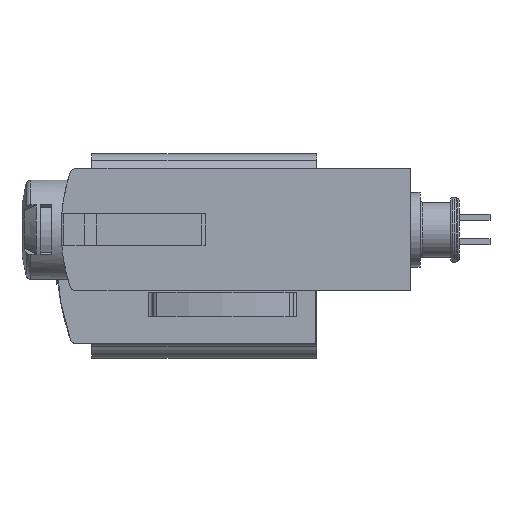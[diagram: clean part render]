
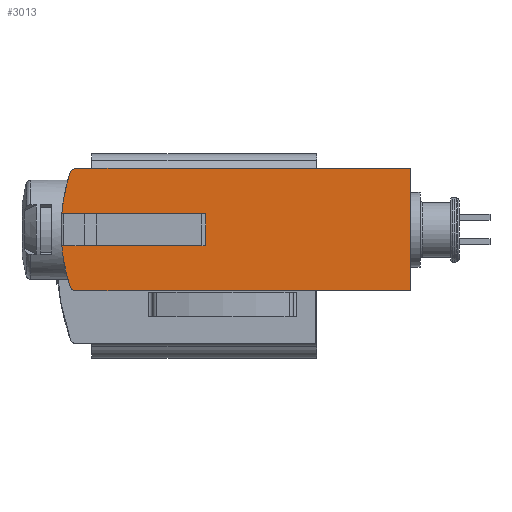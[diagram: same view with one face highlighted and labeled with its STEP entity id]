
A CAD part, left-side view. The second image highlights one B-rep face of the part: STEP entity #3013.
In plain terms, the highlighted planar face has unit normal (-1, 0, 0).
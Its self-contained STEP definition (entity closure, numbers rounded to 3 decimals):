
#41=PLANE('',#3279);
#229=LINE('',#4891,#488);
#238=LINE('',#4909,#497);
#239=LINE('',#4912,#498);
#240=LINE('',#4915,#499);
#241=LINE('',#4917,#500);
#242=LINE('',#4919,#501);
#488=VECTOR('',#3785,1000.);
#497=VECTOR('',#3796,1000.);
#498=VECTOR('',#3797,1000.);
#499=VECTOR('',#3800,1000.);
#500=VECTOR('',#3801,1000.);
#501=VECTOR('',#3804,1000.);
#706=CIRCLE('',#3230,15.);
#709=CIRCLE('',#3233,15.);
#740=CIRCLE('',#3280,0.5);
#741=CIRCLE('',#3281,0.5);
#1008=ORIENTED_EDGE('',*,*,#1864,.T.);
#1009=ORIENTED_EDGE('',*,*,#1865,.T.);
#1010=ORIENTED_EDGE('',*,*,#1763,.F.);
#1011=ORIENTED_EDGE('',*,*,#1866,.F.);
#1012=ORIENTED_EDGE('',*,*,#1867,.T.);
#1013=ORIENTED_EDGE('',*,*,#1868,.T.);
#1014=ORIENTED_EDGE('',*,*,#1855,.F.);
#1015=ORIENTED_EDGE('',*,*,#1869,.F.);
#1016=ORIENTED_EDGE('',*,*,#1766,.F.);
#1017=ORIENTED_EDGE('',*,*,#1870,.F.);
#1763=EDGE_CURVE('',#2196,#2197,#706,.T.);
#1766=EDGE_CURVE('',#2199,#2200,#709,.T.);
#1855=EDGE_CURVE('',#2277,#2278,#229,.T.);
#1864=EDGE_CURVE('',#2286,#2287,#238,.T.);
#1865=EDGE_CURVE('',#2287,#2197,#239,.T.);
#1866=EDGE_CURVE('',#2288,#2196,#740,.T.);
#1867=EDGE_CURVE('',#2288,#2289,#240,.T.);
#1868=EDGE_CURVE('',#2289,#2278,#241,.T.);
#1869=EDGE_CURVE('',#2200,#2277,#741,.T.);
#1870=EDGE_CURVE('',#2286,#2199,#242,.T.);
#2196=VERTEX_POINT('',#4698);
#2197=VERTEX_POINT('',#4699);
#2199=VERTEX_POINT('',#4703);
#2200=VERTEX_POINT('',#4705);
#2277=VERTEX_POINT('',#4890);
#2278=VERTEX_POINT('',#4892);
#2286=VERTEX_POINT('',#4910);
#2287=VERTEX_POINT('',#4911);
#2288=VERTEX_POINT('',#4914);
#2289=VERTEX_POINT('',#4916);
#2488=EDGE_LOOP('',(#1008,#1009,#1010,#1011,#1012,#1013,#1014,#1015,#1016,
#1017));
#2731=FACE_BOUND('',#2488,.T.);
#3013=ADVANCED_FACE('',(#2731),#41,.F.);
#3230=AXIS2_PLACEMENT_3D('',#4697,#3632,#3633);
#3233=AXIS2_PLACEMENT_3D('',#4704,#3638,#3639);
#3279=AXIS2_PLACEMENT_3D('',#4908,#3794,#3795);
#3280=AXIS2_PLACEMENT_3D('',#4913,#3798,#3799);
#3281=AXIS2_PLACEMENT_3D('',#4918,#3802,#3803);
#3632=DIRECTION('',(1.,0.,0.));
#3633=DIRECTION('',(0.,0.,-1.));
#3638=DIRECTION('',(1.,0.,0.));
#3639=DIRECTION('',(0.,0.,-1.));
#3785=DIRECTION('',(0.,-1.,0.));
#3794=DIRECTION('',(1.,0.,0.));
#3795=DIRECTION('',(0.,0.,-1.));
#3796=DIRECTION('',(0.,0.,-1.));
#3797=DIRECTION('',(0.,1.,0.));
#3798=DIRECTION('',(1.,0.,0.));
#3799=DIRECTION('',(0.,0.,-1.));
#3800=DIRECTION('',(0.,-1.,0.));
#3801=DIRECTION('',(0.,0.,1.));
#3802=DIRECTION('',(1.,0.,0.));
#3803=DIRECTION('',(0.,0.,-1.));
#3804=DIRECTION('',(0.,1.,0.));
#4697=CARTESIAN_POINT('',(-102.4,5.85,0.));
#4698=CARTESIAN_POINT('',(-102.4,20.109,-4.655));
#4699=CARTESIAN_POINT('',(-102.4,20.794,-1.3));
#4703=CARTESIAN_POINT('',(-102.4,20.794,1.3));
#4704=CARTESIAN_POINT('',(-102.4,5.85,0.));
#4705=CARTESIAN_POINT('',(-102.4,20.109,4.655));
#4890=CARTESIAN_POINT('',(-102.4,19.634,5.));
#4891=CARTESIAN_POINT('',(-102.4,23.,5.));
#4892=CARTESIAN_POINT('',(-102.4,-7.65,5.));
#4908=CARTESIAN_POINT('',(-102.4,23.,-5.));
#4909=CARTESIAN_POINT('',(-102.4,9.05,1.3));
#4910=CARTESIAN_POINT('',(-102.4,9.05,1.3));
#4911=CARTESIAN_POINT('',(-102.4,9.05,-1.3));
#4912=CARTESIAN_POINT('',(-102.4,9.05,-1.3));
#4913=CARTESIAN_POINT('',(-102.4,19.634,-4.5));
#4914=CARTESIAN_POINT('',(-102.4,19.634,-5.));
#4915=CARTESIAN_POINT('',(-102.4,23.,-5.));
#4916=CARTESIAN_POINT('',(-102.4,-7.65,-5.));
#4917=CARTESIAN_POINT('',(-102.4,-7.65,-47.17));
#4918=CARTESIAN_POINT('',(-102.4,19.634,4.5));
#4919=CARTESIAN_POINT('',(-102.4,9.05,1.3));
